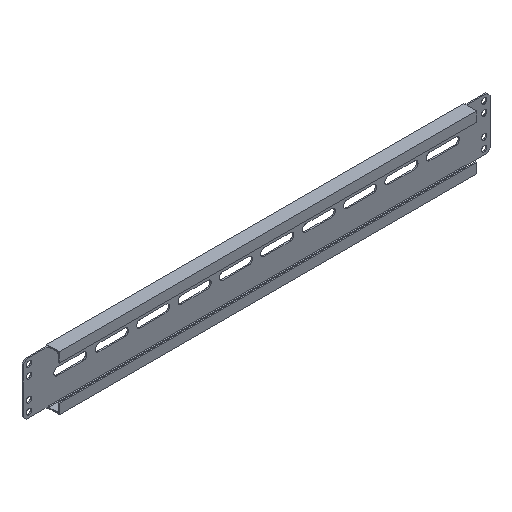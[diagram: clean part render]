
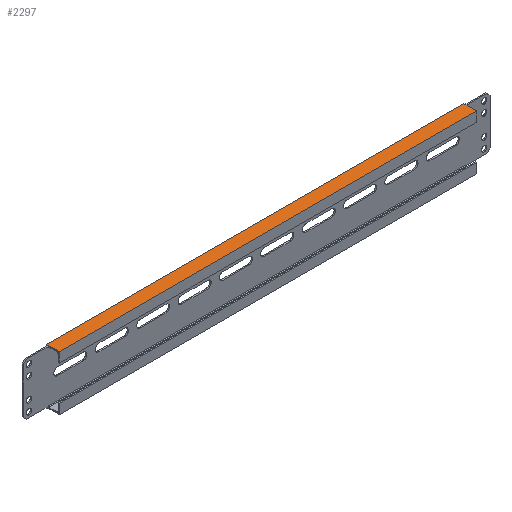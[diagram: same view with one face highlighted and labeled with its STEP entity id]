
A CAD part, isometric view. The second image highlights one B-rep face of the part: STEP entity #2297.
In plain terms, the highlighted planar face has unit normal (0, 0, 1).
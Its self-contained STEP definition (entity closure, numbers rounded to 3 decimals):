
#106 = ORIENTED_EDGE ( 'NONE', *, *, #776, .F. ) ;
#263 = ORIENTED_EDGE ( 'NONE', *, *, #1769, .T. ) ;
#327 = VERTEX_POINT ( 'NONE', #1894 ) ;
#422 = DIRECTION ( 'NONE',  ( -1., 0., 0. ) ) ;
#455 = CARTESIAN_POINT ( 'NONE',  ( 252., -1.5, 33. ) ) ;
#524 = CARTESIAN_POINT ( 'NONE',  ( -252., -15., 33. ) ) ;
#527 = VERTEX_POINT ( 'NONE', #1719 ) ;
#776 = EDGE_CURVE ( 'NONE', #2771, #327, #2984, .T. ) ;
#778 = VECTOR ( 'NONE', #2260, 1000. ) ;
#839 = DIRECTION ( 'NONE',  ( 0., 1., 0. ) ) ;
#871 = DIRECTION ( 'NONE',  ( -1., 0., 0. ) ) ;
#958 = ORIENTED_EDGE ( 'NONE', *, *, #2651, .T. ) ;
#991 = DIRECTION ( 'NONE',  ( 0., -1., 0. ) ) ;
#1081 = PLANE ( 'NONE',  #1107 ) ;
#1097 = CARTESIAN_POINT ( 'NONE',  ( 252., 0., 33. ) ) ;
#1107 = AXIS2_PLACEMENT_3D ( 'NONE', #2682, #2231, #839 ) ;
#1323 = CARTESIAN_POINT ( 'NONE',  ( 271.209, -15., 33. ) ) ;
#1345 = CARTESIAN_POINT ( 'NONE',  ( 271.209, 0., 33. ) ) ;
#1461 = EDGE_LOOP ( 'NONE', ( #958, #106, #263, #2783 ) ) ;
#1573 = VERTEX_POINT ( 'NONE', #1097 ) ;
#1700 = VECTOR ( 'NONE', #871, 1000. ) ;
#1719 = CARTESIAN_POINT ( 'NONE',  ( -252., 0., 33. ) ) ;
#1723 = LINE ( 'NONE', #455, #778 ) ;
#1769 = EDGE_CURVE ( 'NONE', #2771, #1573, #1723, .T. ) ;
#1894 = CARTESIAN_POINT ( 'NONE',  ( -252., -15., 33. ) ) ;
#2231 = DIRECTION ( 'NONE',  ( 0., 0., -1. ) ) ;
#2260 = DIRECTION ( 'NONE',  ( 0., 1., 0. ) ) ;
#2297 = ADVANCED_FACE ( 'NONE', ( #2939 ), #1081, .F. ) ;
#2312 = VECTOR ( 'NONE', #991, 1000. ) ;
#2346 = VECTOR ( 'NONE', #422, 1000. ) ;
#2379 = CARTESIAN_POINT ( 'NONE',  ( 252., -15., 33. ) ) ;
#2450 = EDGE_CURVE ( 'NONE', #1573, #527, #2637, .T. ) ;
#2637 = LINE ( 'NONE', #1345, #1700 ) ;
#2651 = EDGE_CURVE ( 'NONE', #527, #327, #2937, .T. ) ;
#2682 = CARTESIAN_POINT ( 'NONE',  ( 0., 0., 33. ) ) ;
#2771 = VERTEX_POINT ( 'NONE', #2379 ) ;
#2783 = ORIENTED_EDGE ( 'NONE', *, *, #2450, .T. ) ;
#2937 = LINE ( 'NONE', #524, #2312 ) ;
#2939 = FACE_OUTER_BOUND ( 'NONE', #1461, .T. ) ;
#2984 = LINE ( 'NONE', #1323, #2346 ) ;
